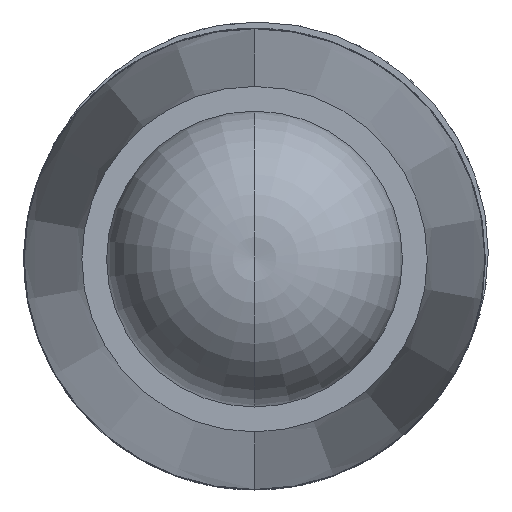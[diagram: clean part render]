
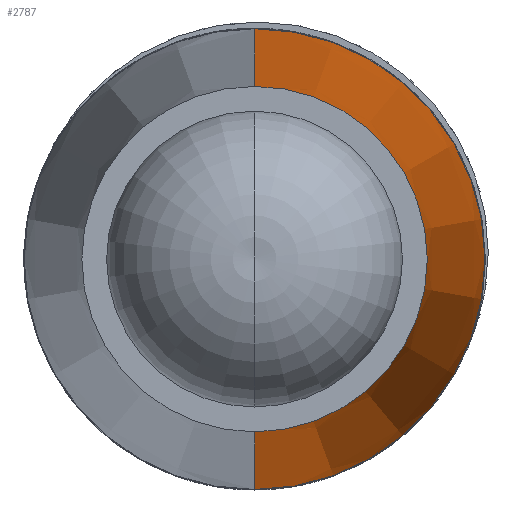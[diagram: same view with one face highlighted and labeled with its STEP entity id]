
A CAD part, left-side view. The second image highlights one B-rep face of the part: STEP entity #2787.
In plain terms, the highlighted conical face has half-angle 2.237 degrees and reference radius 4.943 mm.
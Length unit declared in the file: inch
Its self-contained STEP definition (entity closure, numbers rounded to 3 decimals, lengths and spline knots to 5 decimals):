
#296 = CARTESIAN_POINT ( 'NONE',  ( -4.25994, 0., -0.04996 ) ) ;
#1794 = DIRECTION ( 'NONE',  ( -1., 0., 0. ) ) ;
#2014 = CARTESIAN_POINT ( 'NONE',  ( -4.25994, 0., -0.24456 ) ) ;
#2139 = CARTESIAN_POINT ( 'NONE',  ( -4.25994, 0., 0.14464 ) ) ;
#2360 = VECTOR ( 'NONE', #7597, 39.37008 ) ;
#2731 = VERTEX_POINT ( 'NONE', #6751 ) ;
#2787 = ADVANCED_FACE ( 'NONE', ( #9934 ), #10827, .T. ) ;
#2825 = DIRECTION ( 'NONE',  ( -1., 0., 0. ) ) ;
#3387 = CIRCLE ( 'NONE', #10794, 0.1946 ) ;
#3985 = VERTEX_POINT ( 'NONE', #9333 ) ;
#4590 = DIRECTION ( 'NONE',  ( 0., 0., -1. ) ) ;
#4591 = VECTOR ( 'NONE', #6279, 39.37008 ) ;
#5029 = DIRECTION ( 'NONE',  ( 0., 0., 1. ) ) ;
#5421 = EDGE_CURVE ( 'NONE', #3985, #2731, #12761, .T. ) ;
#5505 = DIRECTION ( 'NONE',  ( 1., 0., 0. ) ) ;
#5885 = VERTEX_POINT ( 'NONE', #13573 ) ;
#5992 = ORIENTED_EDGE ( 'NONE', *, *, #6838, .F. ) ;
#6279 = DIRECTION ( 'NONE',  ( 0.999, 0., -0.039 ) ) ;
#6468 = AXIS2_PLACEMENT_3D ( 'NONE', #13339, #1794, #5029 ) ;
#6751 = CARTESIAN_POINT ( 'NONE',  ( -4.25994, 0., -0.24456 ) ) ;
#6838 = EDGE_CURVE ( 'NONE', #3985, #8746, #12543, .T. ) ;
#7010 = CARTESIAN_POINT ( 'NONE',  ( -4.25994, 0., -0.04996 ) ) ;
#7597 = DIRECTION ( 'NONE',  ( 0.999, 0., 0.039 ) ) ;
#7685 = ORIENTED_EDGE ( 'NONE', *, *, #5421, .T. ) ;
#8130 = ORIENTED_EDGE ( 'NONE', *, *, #8776, .T. ) ;
#8746 = VERTEX_POINT ( 'NONE', #13292 ) ;
#8776 = EDGE_CURVE ( 'NONE', #2731, #5885, #3387, .T. ) ;
#9333 = CARTESIAN_POINT ( 'NONE',  ( -5.50671, 0., -0.19585 ) ) ;
#9459 = AXIS2_PLACEMENT_3D ( 'NONE', #296, #5505, #4590 ) ;
#9934 = FACE_OUTER_BOUND ( 'NONE', #11481, .T. ) ;
#10571 = EDGE_CURVE ( 'NONE', #8746, #5885, #11699, .T. ) ;
#10794 = AXIS2_PLACEMENT_3D ( 'NONE', #7010, #2825, #12796 ) ;
#10827 = CONICAL_SURFACE ( 'NONE', #9459, 0.1946, 0.039 ) ;
#11463 = ORIENTED_EDGE ( 'NONE', *, *, #10571, .F. ) ;
#11481 = EDGE_LOOP ( 'NONE', ( #11463, #5992, #7685, #8130 ) ) ;
#11699 = LINE ( 'NONE', #2139, #2360 ) ;
#12543 = CIRCLE ( 'NONE', #6468, 0.1459 ) ;
#12761 = LINE ( 'NONE', #2014, #4591 ) ;
#12796 = DIRECTION ( 'NONE',  ( 0., 0., 1. ) ) ;
#13292 = CARTESIAN_POINT ( 'NONE',  ( -5.50671, 0., 0.09594 ) ) ;
#13339 = CARTESIAN_POINT ( 'NONE',  ( -5.50671, 0., -0.04996 ) ) ;
#13573 = CARTESIAN_POINT ( 'NONE',  ( -4.25994, 0., 0.14464 ) ) ;
